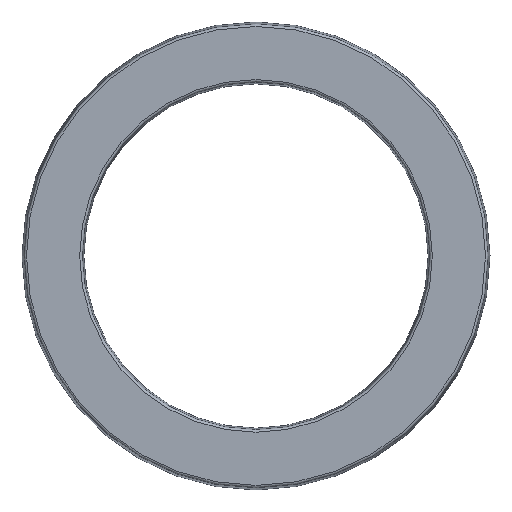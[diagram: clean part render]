
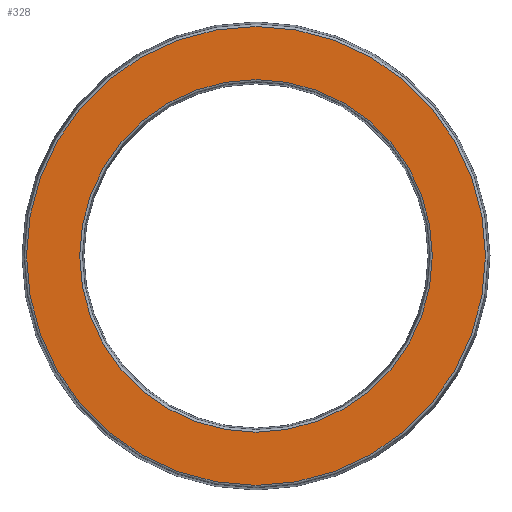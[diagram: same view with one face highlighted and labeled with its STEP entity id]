
A CAD part, top view. The second image highlights one B-rep face of the part: STEP entity #328.
In plain terms, the highlighted planar face has unit normal (0, 0, 1).
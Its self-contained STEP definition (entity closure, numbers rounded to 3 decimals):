
#15=FACE_BOUND('',#74,.T.);
#19=PLANE('',#409);
#55=FACE_OUTER_BOUND('',#73,.T.);
#73=EDGE_LOOP('',(#290,#291));
#74=EDGE_LOOP('',(#292,#293));
#93=CIRCLE('',#367,47.695);
#94=CIRCLE('',#368,47.695);
#100=CIRCLE('',#376,36.644);
#101=CIRCLE('',#377,36.644);
#133=VERTEX_POINT('',#567);
#134=VERTEX_POINT('',#569);
#139=VERTEX_POINT('',#583);
#140=VERTEX_POINT('',#584);
#171=EDGE_CURVE('',#134,#133,#93,.T.);
#172=EDGE_CURVE('',#133,#134,#94,.T.);
#178=EDGE_CURVE('',#139,#140,#100,.T.);
#179=EDGE_CURVE('',#140,#139,#101,.T.);
#290=ORIENTED_EDGE('',*,*,#171,.T.);
#291=ORIENTED_EDGE('',*,*,#172,.T.);
#292=ORIENTED_EDGE('',*,*,#178,.T.);
#293=ORIENTED_EDGE('',*,*,#179,.T.);
#328=ADVANCED_FACE('',(#55,#15),#19,.F.);
#367=AXIS2_PLACEMENT_3D('',#570,#445,#446);
#368=AXIS2_PLACEMENT_3D('',#571,#447,#448);
#376=AXIS2_PLACEMENT_3D('',#585,#463,#464);
#377=AXIS2_PLACEMENT_3D('',#586,#465,#466);
#409=AXIS2_PLACEMENT_3D('',#642,#535,#536);
#445=DIRECTION('center_axis',(0.,0.,1.));
#446=DIRECTION('ref_axis',(-1.,0.,0.));
#447=DIRECTION('center_axis',(0.,0.,1.));
#448=DIRECTION('ref_axis',(-1.,0.,0.));
#463=DIRECTION('center_axis',(0.,0.,-1.));
#464=DIRECTION('ref_axis',(-1.,0.,0.));
#465=DIRECTION('center_axis',(0.,0.,-1.));
#466=DIRECTION('ref_axis',(-1.,0.,0.));
#535=DIRECTION('center_axis',(0.,0.,-1.));
#536=DIRECTION('ref_axis',(-1.,0.,0.));
#567=CARTESIAN_POINT('',(47.695,0.,0.));
#569=CARTESIAN_POINT('',(-47.695,0.,0.));
#570=CARTESIAN_POINT('Origin',(0.,0.,0.));
#571=CARTESIAN_POINT('Origin',(0.,0.,0.));
#583=CARTESIAN_POINT('',(-36.644,0.,0.));
#584=CARTESIAN_POINT('',(36.644,0.,0.));
#585=CARTESIAN_POINT('Origin',(0.,0.,0.));
#586=CARTESIAN_POINT('Origin',(0.,0.,0.));
#642=CARTESIAN_POINT('Origin',(-36.169,0.,0.));
